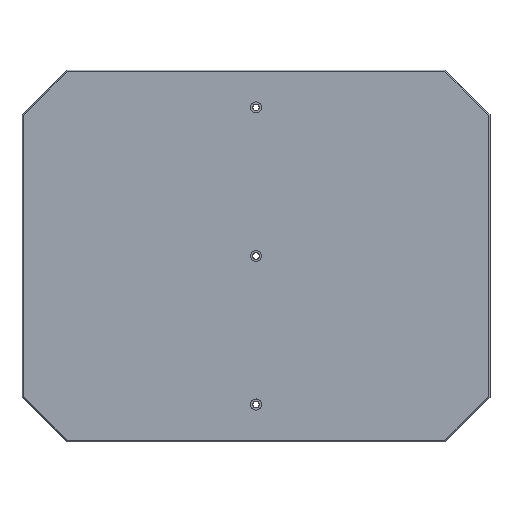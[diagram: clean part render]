
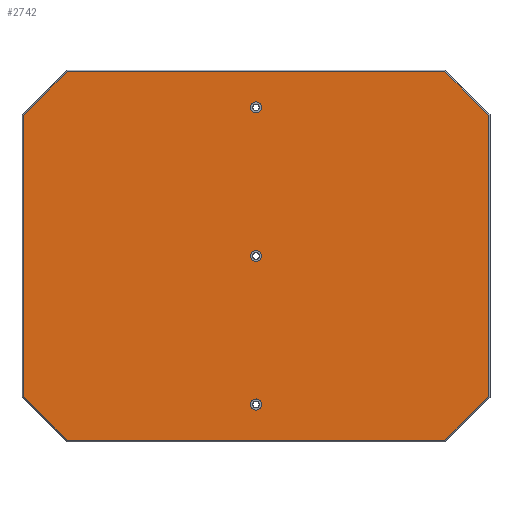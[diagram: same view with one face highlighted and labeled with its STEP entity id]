
A CAD part, top view. The second image highlights one B-rep face of the part: STEP entity #2742.
In plain terms, the highlighted planar face has unit normal (0, 0, 1).
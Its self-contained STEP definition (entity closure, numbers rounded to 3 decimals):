
#2650=VERTEX_POINT('',#6725);
#2742=ADVANCED_FACE('',(#6826,#6827,#6828,#6829),#6830,.F.);
#2918=VERTEX_POINT('',#7030);
#2976=EDGE_CURVE('',#4012,#3368,#7095,.T.);
#3208=EDGE_CURVE('',#5818,#2918,#7352,.T.);
#3234=EDGE_CURVE('',#2650,#4012,#7382,.T.);
#3326=EDGE_CURVE('',#2918,#2650,#7483,.T.);
#3342=EDGE_CURVE('',#4810,#4248,#7501,.T.);
#3368=VERTEX_POINT('',#7527);
#3458=EDGE_CURVE('',#3572,#5046,#7629,.T.);
#3488=EDGE_CURVE('',#3890,#4600,#7663,.T.);
#3572=VERTEX_POINT('',#7756);
#3872=EDGE_CURVE('',#5888,#4810,#8091,.T.);
#3890=VERTEX_POINT('',#8110);
#3968=EDGE_CURVE('',#4580,#4092,#8201,.T.);
#4012=VERTEX_POINT('',#8249);
#4092=VERTEX_POINT('',#8343);
#4248=VERTEX_POINT('',#8519);
#4432=EDGE_CURVE('',#4600,#3890,#8732,.T.);
#4580=VERTEX_POINT('',#8903);
#4600=VERTEX_POINT('',#8925);
#4810=VERTEX_POINT('',#9161);
#4892=EDGE_CURVE('',#4092,#4580,#9253,.T.);
#5046=VERTEX_POINT('',#9423);
#5462=EDGE_CURVE('',#5046,#3572,#9887,.T.);
#5568=EDGE_CURVE('',#3368,#5888,#10011,.T.);
#5738=EDGE_CURVE('',#4248,#5818,#10206,.T.);
#5818=VERTEX_POINT('',#10292);
#5888=VERTEX_POINT('',#10369);
#6725=CARTESIAN_POINT('',(254.172,-248.0,50.2));
#6826=FACE_BOUND('',#11566,.T.);
#6827=FACE_BOUND('',#11567,.T.);
#6828=FACE_BOUND('',#11568,.T.);
#6829=FACE_OUTER_BOUND('',#11569,.T.);
#6830=PLANE('',#11570);
#7030=CARTESIAN_POINT('',(313.0,-189.172,50.2));
#7095=LINE('',#11905,#11906);
#7352=LINE('',#12244,#12245);
#7382=LINE('',#12284,#12285);
#7483=LINE('',#12419,#12420);
#7501=LINE('',#12445,#12446);
#7527=CARTESIAN_POINT('',(-313.0,-189.172,50.2));
#7629=CIRCLE('',#12609,7.5);
#7663=CIRCLE('',#12655,7.5);
#7756=CARTESIAN_POINT('',(-7.5,-200.0,50.2));
#8091=LINE('',#13205,#13206);
#8110=CARTESIAN_POINT('',(-7.5,0.,50.2));
#8201=CIRCLE('',#13346,7.5);
#8249=CARTESIAN_POINT('',(-254.172,-248.0,50.2));
#8343=CARTESIAN_POINT('',(7.5,200.0,50.2));
#8519=CARTESIAN_POINT('',(254.172,248.0,50.2));
#8732=CIRCLE('',#14024,7.5);
#8903=CARTESIAN_POINT('',(-7.5,200.0,50.2));
#8925=CARTESIAN_POINT('',(7.5,0.,50.2));
#9161=CARTESIAN_POINT('',(-254.172,248.0,50.2));
#9253=CIRCLE('',#14694,7.5);
#9423=CARTESIAN_POINT('',(7.5,-200.0,50.2));
#9887=CIRCLE('',#15517,7.5);
#10011=LINE('',#15671,#15672);
#10206=LINE('',#15919,#15920);
#10292=CARTESIAN_POINT('',(313.0,189.172,50.2));
#10369=CARTESIAN_POINT('',(-313.0,189.172,50.2));
#11566=EDGE_LOOP('',(#17471,#17472));
#11567=EDGE_LOOP('',(#17473,#17474));
#11568=EDGE_LOOP('',(#17475,#17476));
#11569=EDGE_LOOP('',(#17477,#17478,#17479,#17480,#17481,#17482,#17483,#17484));
#11570=AXIS2_PLACEMENT_3D('',#17485,#17486,#17487);
#11905=CARTESIAN_POINT('',(-253.586,-248.586,50.2));
#11906=VECTOR('',#17848,1.0);
#12244=CARTESIAN_POINT('',(313.0,190.0,50.2));
#12245=VECTOR('',#18201,1.0);
#12284=CARTESIAN_POINT('',(255.0,-248.0,50.2));
#12285=VECTOR('',#18248,1.0);
#12419=CARTESIAN_POINT('',(313.586,-188.586,50.2));
#12420=VECTOR('',#18372,1.0);
#12445=CARTESIAN_POINT('',(-255.0,248.0,50.2));
#12446=VECTOR('',#18402,1.0);
#12609=AXIS2_PLACEMENT_3D('',#18546,#18547,#18548);
#12655=AXIS2_PLACEMENT_3D('',#18594,#18595,#18596);
#13205=CARTESIAN_POINT('',(-313.586,188.586,50.2));
#13206=VECTOR('',#19172,1.0);
#13346=AXIS2_PLACEMENT_3D('',#19327,#19328,#19329);
#14024=AXIS2_PLACEMENT_3D('',#20111,#20112,#20113);
#14694=AXIS2_PLACEMENT_3D('',#20847,#20848,#20849);
#15517=AXIS2_PLACEMENT_3D('',#21673,#21674,#21675);
#15671=CARTESIAN_POINT('',(-313.0,-190.0,50.2));
#15672=VECTOR('',#21861,1.0);
#15919=CARTESIAN_POINT('',(253.586,248.586,50.2));
#15920=VECTOR('',#22165,1.0);
#17471=ORIENTED_EDGE('',*,*,#4432,.T.);
#17472=ORIENTED_EDGE('',*,*,#3488,.T.);
#17473=ORIENTED_EDGE('',*,*,#5462,.T.);
#17474=ORIENTED_EDGE('',*,*,#3458,.T.);
#17475=ORIENTED_EDGE('',*,*,#4892,.T.);
#17476=ORIENTED_EDGE('',*,*,#3968,.T.);
#17477=ORIENTED_EDGE('',*,*,#3326,.F.);
#17478=ORIENTED_EDGE('',*,*,#3208,.F.);
#17479=ORIENTED_EDGE('',*,*,#5738,.F.);
#17480=ORIENTED_EDGE('',*,*,#3342,.F.);
#17481=ORIENTED_EDGE('',*,*,#3872,.F.);
#17482=ORIENTED_EDGE('',*,*,#5568,.F.);
#17483=ORIENTED_EDGE('',*,*,#2976,.F.);
#17484=ORIENTED_EDGE('',*,*,#3234,.F.);
#17485=CARTESIAN_POINT('',(0.,0.,50.2));
#17486=DIRECTION('',(0.0,0.0,-1.0));
#17487=DIRECTION('',(1.0,0.0,0.0));
#17848=DIRECTION('',(-0.707,0.707,0.0));
#18201=DIRECTION('',(0.0,-1.0,0.0));
#18248=DIRECTION('',(-1.0,0.0,0.0));
#18372=DIRECTION('',(-0.707,-0.707,0.0));
#18402=DIRECTION('',(1.0,0.0,0.0));
#18546=CARTESIAN_POINT('',(0.,-200.0,50.2));
#18547=DIRECTION('',(0.0,0.0,-1.0));
#18548=DIRECTION('',(1.0,0.0,0.0));
#18594=CARTESIAN_POINT('',(0.,0.,50.2));
#18595=DIRECTION('',(0.0,0.0,-1.0));
#18596=DIRECTION('',(1.0,0.0,0.0));
#19172=DIRECTION('',(0.707,0.707,0.0));
#19327=CARTESIAN_POINT('',(0.0,200.0,50.2));
#19328=DIRECTION('',(0.0,0.0,-1.0));
#19329=DIRECTION('',(1.0,0.0,0.0));
#20111=CARTESIAN_POINT('',(0.,0.,50.2));
#20112=DIRECTION('',(0.0,0.0,-1.0));
#20113=DIRECTION('',(1.0,0.0,0.0));
#20847=CARTESIAN_POINT('',(0.0,200.0,50.2));
#20848=DIRECTION('',(0.0,0.0,-1.0));
#20849=DIRECTION('',(1.0,0.0,0.0));
#21673=CARTESIAN_POINT('',(0.,-200.0,50.2));
#21674=DIRECTION('',(0.0,0.0,-1.0));
#21675=DIRECTION('',(1.0,0.0,0.0));
#21861=DIRECTION('',(0.0,1.0,0.0));
#22165=DIRECTION('',(0.707,-0.707,0.0));
